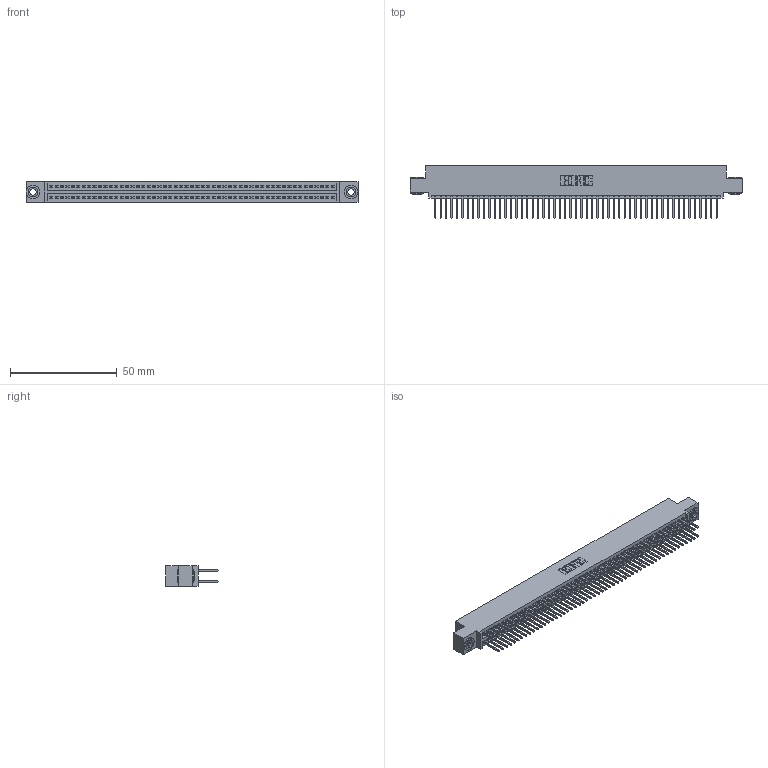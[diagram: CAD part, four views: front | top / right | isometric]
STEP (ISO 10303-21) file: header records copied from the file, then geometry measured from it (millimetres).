
FILE_DESCRIPTION (( 'STEP AP203' ), '1' );
FILE_NAME ('395-106-523-503.STEP', '2019-10-27T04:38:16', ( '' ), ( '' ), 'SwSTEP 2.0', 'SolidWorks 2016', '' );
FILE_SCHEMA (( 'CONFIG_CONTROL_DESIGN' ));
Length unit declared in the file: inch
Products named in the file (4): 395-106-523-503; 345 Part_0.110 Offset - 0.156 Dia-TH; 345-292-001_345-293-123; 345-250-002_345-250-002-102
Assembly tree (109 placements, depth 2):
  395-106-523-503
    345 Part_0.110 Offset - 0.156 Dia-TH
    345-292-001_345-293-123  x106
    345-250-002_345-250-002-102  x2
Bounding box: 155.83 x 24.82 x 9.4 mm (x, y, z)
Volume: 15402.8 mm3; surface area: 24253.3 mm2
Topology: 109 solids, 109 shells, 5468 faces, 16223 edges, 10670 vertices
Faces by surface type: plane 3592, cylinder 1868, cone 8
Entity records: 40904 total; most frequent: CARTESIAN_POINT 6823, ORIENTED_EDGE 6750, DIRECTION 6033, EDGE_CURVE 3375, LINE 3007, VECTOR 3007, VERTEX_POINT 2246, AXIS2_PLACEMENT_3D 1513
